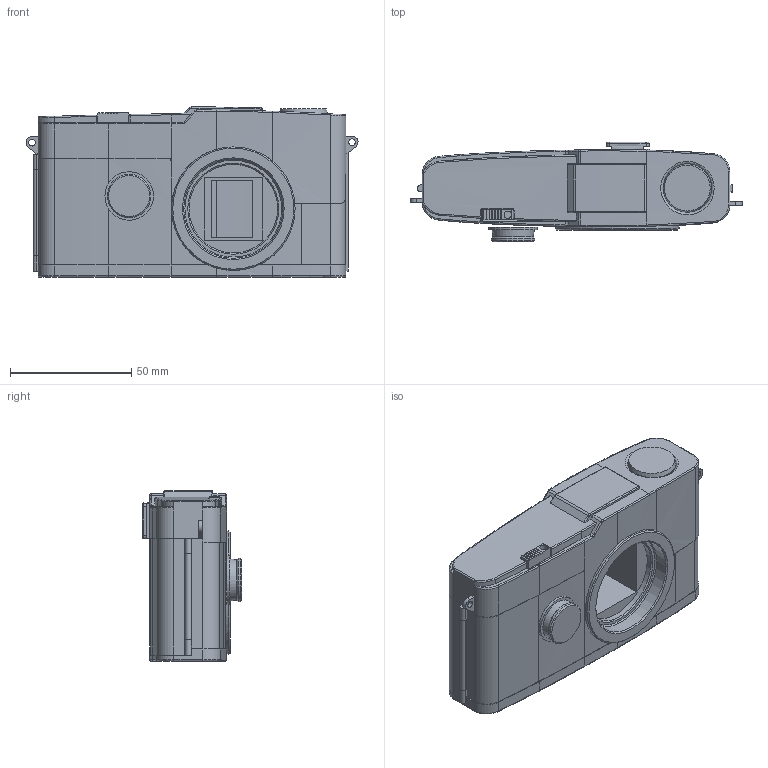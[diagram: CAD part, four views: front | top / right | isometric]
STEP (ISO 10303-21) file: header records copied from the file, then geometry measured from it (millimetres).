
FILE_DESCRIPTION(/* description */ ('PENF_baseBody'),/* implementation_level */ '2;1');
FILE_NAME(/* name */ 'PENF L-Bracket Final',/* time_stamp */ '2023-09-28T12:14:53-04:00',/* author */ ('George'),/* organization */ ('Archive 663'),/* preprocessor_version */ 'ST-DEVELOPER v16.7',/* originating_system */ 'Solid Edge',/* authorisation */ 'Unknown');
FILE_SCHEMA (('AUTOMOTIVE_DESIGN {1 0 10303 214 3 1 1}'));
Length unit declared in the file: millimetre
Products named in the file (4): PENF L-Bracket Final; Olympus PENF Model; Olympus PENF Model Winder; Olympus PENF Model Film Door
Assembly tree (3 placements, depth 2):
  PENF L-Bracket Final
    Olympus PENF Model
    Olympus PENF Model Winder
    Olympus PENF Model Film Door
Bounding box: 137.09 x 41.1 x 70.28 mm (x, y, z)
Volume: 171058.9 mm3; surface area: 56585.6 mm2
Topology: 4 solids, 4 shells, 437 faces, 1162 edges, 733 vertices
Faces by surface type: plane 192, cylinder 162, torus 40, bspline 31, cone 8, sphere 4
Full cylindrical faces by diameter (mm): 2.8 x2, 3 x1, 6.5 x4, 12 x1, 18 x1, 19.9 x1, 20 x2, 36.6 x1, 41 x1, 51 x1
Entity records: 16687 total; most frequent: CARTESIAN_POINT 3230, ORIENTED_EDGE 2246, DIRECTION 2186, EDGE_CURVE 1123, AXIS2_PLACEMENT_3D 784, VERTEX_POINT 725, LINE 618, VECTOR 618
